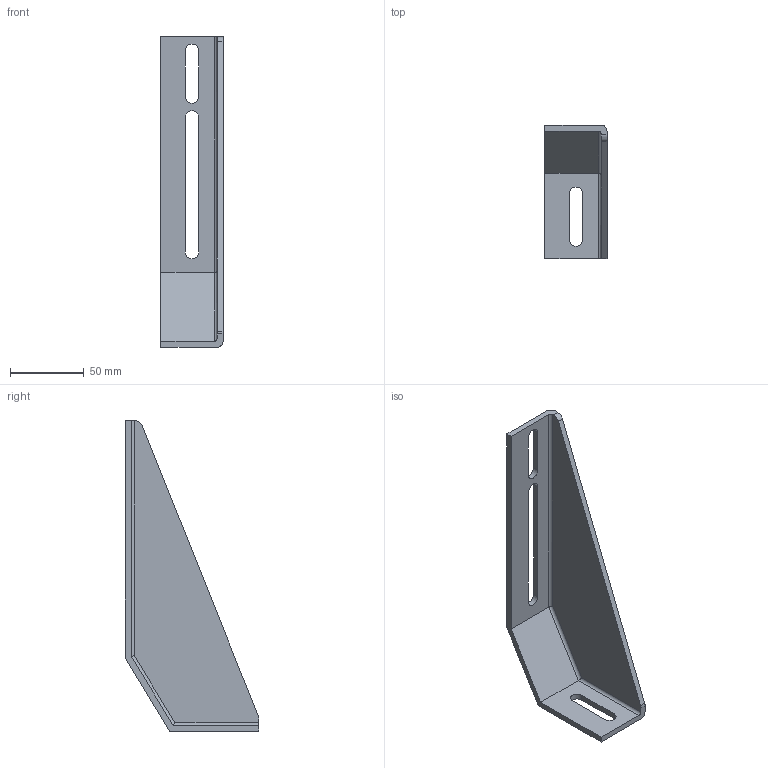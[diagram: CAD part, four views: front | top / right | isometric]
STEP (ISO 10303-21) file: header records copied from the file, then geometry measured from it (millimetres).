
FILE_DESCRIPTION(('STEP AP214'),'1');
FILE_NAME('cctmp_E27212CD-893C-457B-B1E6-83E55FEFE1C3_2020_1_8_16_21_38_93..stp','2020-01-08T15:21:38',('Bosch Rexroth AG'),('CADClick - www.CADClick.com'),'Spatial InterOp 3D',' ','unknown authorization - (Healing Option Enabled)');
FILE_SCHEMA(('AUTOMOTIVE_DESIGN'));
Length unit declared in the file: millimetre
Products named in the file (1): 2020_01_08__16-21-38-091
Bounding box: 42 x 90 x 210 mm (x, y, z)
Volume: 75433.7 mm3; surface area: 41276.3 mm2
Topology: 1 solids, 1 shells, 32 faces, 86 edges, 56 vertices
Faces by surface type: plane 18, cylinder 14
Entity records: 1312 total; most frequent: CARTESIAN_POINT 205, ORIENTED_EDGE 172, DIRECTION 168, EDGE_CURVE 86, LINE 62, VECTOR 62, VERTEX_POINT 56, AXIS2_PLACEMENT_3D 53
